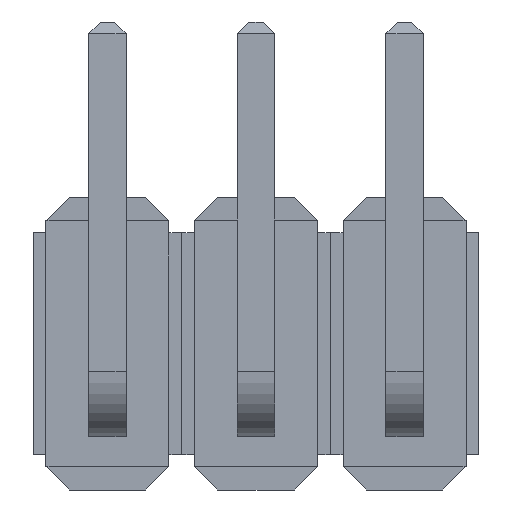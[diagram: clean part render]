
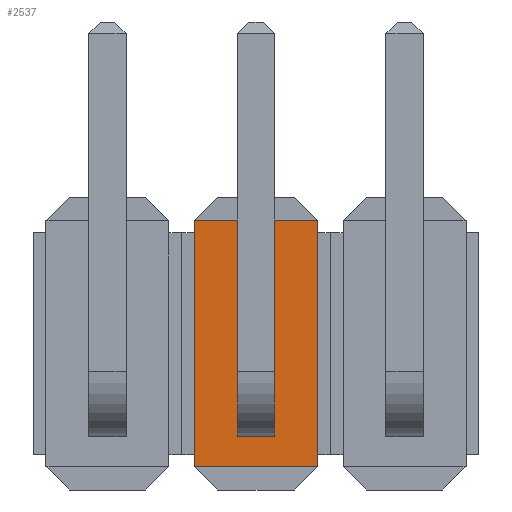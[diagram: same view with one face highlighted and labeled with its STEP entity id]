
A CAD part, front view. The second image highlights one B-rep face of the part: STEP entity #2537.
In plain terms, the highlighted planar face has unit normal (0, -1, 0).
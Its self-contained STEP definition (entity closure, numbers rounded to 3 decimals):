
#106 = ORIENTED_EDGE ( 'NONE', *, *, #5274, .F. ) ;
#131 = CARTESIAN_POINT ( 'NONE',  ( 2.86, 0.54, 2.1 ) ) ;
#279 = CARTESIAN_POINT ( 'NONE',  ( 2.86, 0.54, 0.95 ) ) ;
#347 = VERTEX_POINT ( 'NONE', #5252 ) ;
#416 = EDGE_CURVE ( 'NONE', #3736, #5102, #9426, .T. ) ;
#509 = DIRECTION ( 'NONE',  ( -1., 0., 0. ) ) ;
#551 = LINE ( 'NONE', #6905, #2170 ) ;
#879 = VERTEX_POINT ( 'NONE', #8402 ) ;
#881 = VECTOR ( 'NONE', #8984, 1000. ) ;
#1334 = VERTEX_POINT ( 'NONE', #8877 ) ;
#1399 = DIRECTION ( 'NONE',  ( -1., 0., 0. ) ) ;
#1463 = EDGE_CURVE ( 'NONE', #4848, #347, #551, .T. ) ;
#1694 = VECTOR ( 'NONE', #8821, 1000. ) ;
#1783 = ORIENTED_EDGE ( 'NONE', *, *, #1463, .T. ) ;
#1852 = PLANE ( 'NONE',  #9394 ) ;
#1899 = ORIENTED_EDGE ( 'NONE', *, *, #6325, .T. ) ;
#1924 = LINE ( 'NONE', #8122, #3525 ) ;
#1929 = LINE ( 'NONE', #6649, #3987 ) ;
#1959 = DIRECTION ( 'NONE',  ( 0., 0., 1. ) ) ;
#2036 = CARTESIAN_POINT ( 'NONE',  ( 3.59, 0.54, -2.1 ) ) ;
#2067 = VERTEX_POINT ( 'NONE', #7250 ) ;
#2102 = CARTESIAN_POINT ( 'NONE',  ( 2.22, 0.54, 0.95 ) ) ;
#2116 = ORIENTED_EDGE ( 'NONE', *, *, #4772, .F. ) ;
#2131 = EDGE_CURVE ( 'NONE', #6310, #1334, #1929, .T. ) ;
#2157 = FACE_BOUND ( 'NONE', #8592, .T. ) ;
#2170 = VECTOR ( 'NONE', #9059, 1000. ) ;
#2318 = EDGE_CURVE ( 'NONE', #347, #3553, #8934, .T. ) ;
#2457 = DIRECTION ( 'NONE',  ( 0., 1., 0. ) ) ;
#2521 = VERTEX_POINT ( 'NONE', #8309 ) ;
#2537 = ADVANCED_FACE ( 'NONE', ( #6061, #2157, #7298 ), #1852, .F. ) ;
#2703 = DIRECTION ( 'NONE',  ( -1., 0., 0. ) ) ;
#2753 = ORIENTED_EDGE ( 'NONE', *, *, #7865, .F. ) ;
#2783 = CARTESIAN_POINT ( 'NONE',  ( 3.59, 0.54, -2.1 ) ) ;
#2964 = CARTESIAN_POINT ( 'NONE',  ( 2.22, 0.54, 2.1 ) ) ;
#3087 = CARTESIAN_POINT ( 'NONE',  ( 2.22, 0.54, 2.1 ) ) ;
#3096 = CARTESIAN_POINT ( 'NONE',  ( 2.22, 0.54, -1.59 ) ) ;
#3194 = ORIENTED_EDGE ( 'NONE', *, *, #2131, .T. ) ;
#3329 = VECTOR ( 'NONE', #4092, 1000. ) ;
#3336 = VECTOR ( 'NONE', #7389, 1000. ) ;
#3481 = CARTESIAN_POINT ( 'NONE',  ( 2.22, 0.54, -0.95 ) ) ;
#3482 = LINE ( 'NONE', #5570, #8992 ) ;
#3525 = VECTOR ( 'NONE', #1399, 1000. ) ;
#3551 = CARTESIAN_POINT ( 'NONE',  ( 1.49, 0.54, 2.1 ) ) ;
#3553 = VERTEX_POINT ( 'NONE', #279 ) ;
#3704 = VERTEX_POINT ( 'NONE', #2783 ) ;
#3736 = VERTEX_POINT ( 'NONE', #3481 ) ;
#3834 = CARTESIAN_POINT ( 'NONE',  ( 2.86, 0.54, 2.1 ) ) ;
#3901 = CARTESIAN_POINT ( 'NONE',  ( 3.81, 0.54, 2.1 ) ) ;
#3987 = VECTOR ( 'NONE', #6585, 1000. ) ;
#4092 = DIRECTION ( 'NONE',  ( 1., 0., 0. ) ) ;
#4178 = CARTESIAN_POINT ( 'NONE',  ( 3.81, 0.54, -0.95 ) ) ;
#4342 = ORIENTED_EDGE ( 'NONE', *, *, #5035, .F. ) ;
#4624 = ORIENTED_EDGE ( 'NONE', *, *, #416, .F. ) ;
#4772 = EDGE_CURVE ( 'NONE', #2067, #3704, #6126, .T. ) ;
#4848 = VERTEX_POINT ( 'NONE', #7808 ) ;
#5017 = ORIENTED_EDGE ( 'NONE', *, *, #6190, .T. ) ;
#5035 = EDGE_CURVE ( 'NONE', #2521, #879, #6684, .T. ) ;
#5075 = VECTOR ( 'NONE', #509, 1000. ) ;
#5102 = VERTEX_POINT ( 'NONE', #3096 ) ;
#5252 = CARTESIAN_POINT ( 'NONE',  ( 2.86, 0.54, 1.59 ) ) ;
#5274 = EDGE_CURVE ( 'NONE', #5102, #2521, #7946, .T. ) ;
#5570 = CARTESIAN_POINT ( 'NONE',  ( 3.81, 0.54, -2.1 ) ) ;
#5995 = LINE ( 'NONE', #4178, #5075 ) ;
#6061 = FACE_OUTER_BOUND ( 'NONE', #7123, .T. ) ;
#6126 = LINE ( 'NONE', #2036, #8308 ) ;
#6179 = VECTOR ( 'NONE', #9268, 1000. ) ;
#6190 = EDGE_CURVE ( 'NONE', #2067, #6310, #7321, .T. ) ;
#6266 = ORIENTED_EDGE ( 'NONE', *, *, #6404, .T. ) ;
#6310 = VERTEX_POINT ( 'NONE', #3551 ) ;
#6325 = EDGE_CURVE ( 'NONE', #9167, #4848, #7549, .T. ) ;
#6404 = EDGE_CURVE ( 'NONE', #3553, #9167, #1924, .T. ) ;
#6585 = DIRECTION ( 'NONE',  ( 0., 0., -1. ) ) ;
#6649 = CARTESIAN_POINT ( 'NONE',  ( 1.49, 0.54, 2.1 ) ) ;
#6684 = LINE ( 'NONE', #131, #3336 ) ;
#6905 = CARTESIAN_POINT ( 'NONE',  ( 3.81, 0.54, 1.59 ) ) ;
#7007 = ORIENTED_EDGE ( 'NONE', *, *, #7338, .F. ) ;
#7044 = CARTESIAN_POINT ( 'NONE',  ( 3.81, 0.54, -1.59 ) ) ;
#7123 = EDGE_LOOP ( 'NONE', ( #5017, #3194, #7007, #2116 ) ) ;
#7250 = CARTESIAN_POINT ( 'NONE',  ( 3.59, 0.54, 2.1 ) ) ;
#7298 = FACE_BOUND ( 'NONE', #9285, .T. ) ;
#7321 = LINE ( 'NONE', #8629, #6179 ) ;
#7338 = EDGE_CURVE ( 'NONE', #3704, #1334, #3482, .T. ) ;
#7389 = DIRECTION ( 'NONE',  ( 0., 0., 1. ) ) ;
#7549 = LINE ( 'NONE', #2964, #1694 ) ;
#7808 = CARTESIAN_POINT ( 'NONE',  ( 2.22, 0.54, 1.59 ) ) ;
#7865 = EDGE_CURVE ( 'NONE', #879, #3736, #5995, .T. ) ;
#7942 = VECTOR ( 'NONE', #8972, 1000. ) ;
#7946 = LINE ( 'NONE', #7044, #3329 ) ;
#8122 = CARTESIAN_POINT ( 'NONE',  ( 3.81, 0.54, 0.95 ) ) ;
#8308 = VECTOR ( 'NONE', #8571, 1000. ) ;
#8309 = CARTESIAN_POINT ( 'NONE',  ( 2.86, 0.54, -1.59 ) ) ;
#8402 = CARTESIAN_POINT ( 'NONE',  ( 2.86, 0.54, -0.95 ) ) ;
#8571 = DIRECTION ( 'NONE',  ( 0., 0., -1. ) ) ;
#8592 = EDGE_LOOP ( 'NONE', ( #6266, #1899, #1783, #8919 ) ) ;
#8629 = CARTESIAN_POINT ( 'NONE',  ( 3.81, 0.54, 2.1 ) ) ;
#8821 = DIRECTION ( 'NONE',  ( 0., 0., 1. ) ) ;
#8877 = CARTESIAN_POINT ( 'NONE',  ( 1.49, 0.54, -2.1 ) ) ;
#8919 = ORIENTED_EDGE ( 'NONE', *, *, #2318, .T. ) ;
#8934 = LINE ( 'NONE', #3834, #881 ) ;
#8972 = DIRECTION ( 'NONE',  ( 0., 0., -1. ) ) ;
#8984 = DIRECTION ( 'NONE',  ( 0., 0., -1. ) ) ;
#8992 = VECTOR ( 'NONE', #2703, 1000. ) ;
#9059 = DIRECTION ( 'NONE',  ( 1., 0., 0. ) ) ;
#9167 = VERTEX_POINT ( 'NONE', #2102 ) ;
#9268 = DIRECTION ( 'NONE',  ( -1., 0., 0. ) ) ;
#9285 = EDGE_LOOP ( 'NONE', ( #4342, #106, #4624, #2753 ) ) ;
#9394 = AXIS2_PLACEMENT_3D ( 'NONE', #3901, #2457, #1959 ) ;
#9426 = LINE ( 'NONE', #3087, #7942 ) ;
